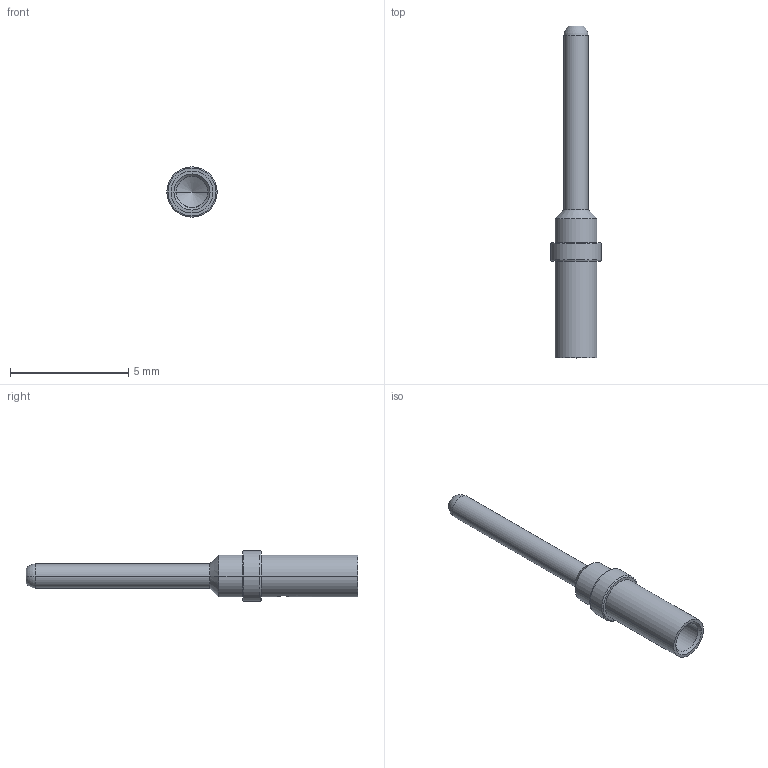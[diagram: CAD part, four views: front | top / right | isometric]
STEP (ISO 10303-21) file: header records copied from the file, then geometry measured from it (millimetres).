
FILE_DESCRIPTION((''),'2;1');
FILE_NAME('00171420292','2019-09-05T',('presta_be4'),(''),'PRO/ENGINEER BY PARAMETRIC TECHNOLOGY CORPORATION, 2014310','PRO/ENGINEER BY PARAMETRIC TECHNOLOGY CORPORATION, 2014310','');
FILE_SCHEMA(('CONFIG_CONTROL_DESIGN'));
Length unit declared in the file: millimetre
Products named in the file (1): 00171420292
Bounding box: 2.13 x 14.02 x 2.13 mm (x, y, z)
Volume: 16.3 mm3; surface area: 82.6 mm2
Topology: 1 solids, 1 shells, 28 faces, 58 edges, 33 vertices
Faces by surface type: cylinder 12, cone 6, plane 4, torus 4, sphere 2
Entity records: 944 total; most frequent: CARTESIAN_POINT 297, DIRECTION 142, ORIENTED_EDGE 112, AXIS2_PLACEMENT_3D 62, EDGE_CURVE 56, CIRCLE 34, VERTEX_POINT 33, EDGE_LOOP 33
